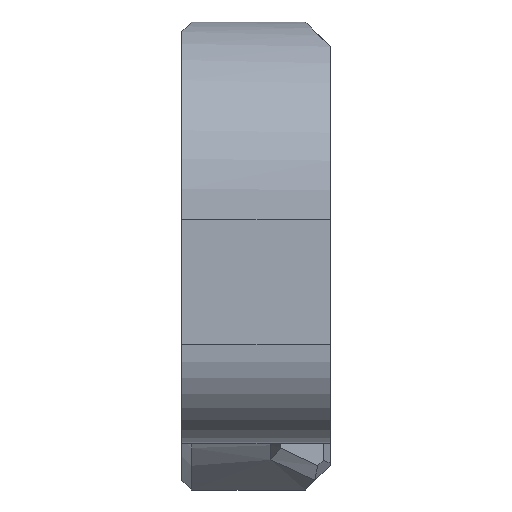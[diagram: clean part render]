
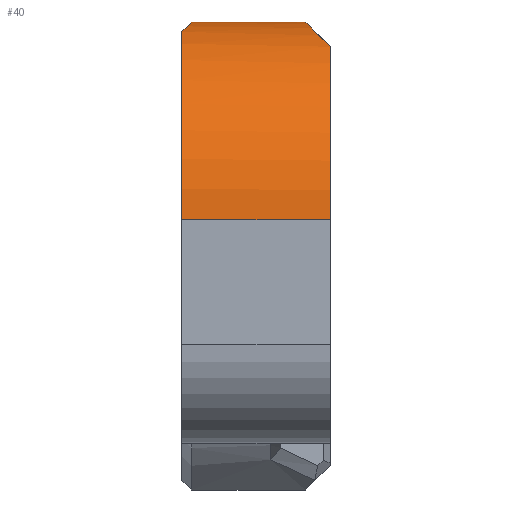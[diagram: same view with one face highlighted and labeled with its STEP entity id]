
A CAD part, left-side view. The second image highlights one B-rep face of the part: STEP entity #40.
In plain terms, the highlighted cylindrical face has radius 8 mm (diameter 16 mm), a partial arc.
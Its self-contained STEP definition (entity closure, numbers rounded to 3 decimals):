
#40 = ADVANCED_FACE ( 'NONE', ( #2480 ), #996, .T. ) ;
#143 = VECTOR ( 'NONE', #1858, 1000. ) ;
#150 = ORIENTED_EDGE ( 'NONE', *, *, #2404, .F. ) ;
#154 = VERTEX_POINT ( 'NONE', #1078 ) ;
#215 = CARTESIAN_POINT ( 'NONE',  ( -10.996, -47.3, 290.588 ) ) ;
#257 = VECTOR ( 'NONE', #691, 1000. ) ;
#299 = EDGE_CURVE ( 'NONE', #1134, #875, #2871, .T. ) ;
#306 = AXIS2_PLACEMENT_3D ( 'NONE', #693, #2864, #901 ) ;
#322 = EDGE_CURVE ( 'NONE', #2622, #2962, #2731, .T. ) ;
#455 = CARTESIAN_POINT ( 'NONE',  ( -16.498, -53.3, 282.988 ) ) ;
#620 = ORIENTED_EDGE ( 'NONE', *, *, #2385, .F. ) ;
#661 = AXIS2_PLACEMENT_3D ( 'NONE', #1264, #1461, #1447 ) ;
#677 = LINE ( 'NONE', #2639, #257 ) ;
#691 = DIRECTION ( 'NONE',  ( 0., -1., 0. ) ) ;
#693 = CARTESIAN_POINT ( 'NONE',  ( -8.498, -53.3, 282.988 ) ) ;
#875 = VERTEX_POINT ( 'NONE', #455 ) ;
#893 = CARTESIAN_POINT ( 'NONE',  ( -16.498, -43.3, 282.988 ) ) ;
#899 = DIRECTION ( 'NONE',  ( 0., 0., -1. ) ) ;
#901 = DIRECTION ( 'NONE',  ( 0., 0., -1. ) ) ;
#955 = CARTESIAN_POINT ( 'NONE',  ( -8.498, -47.7, 290.988 ) ) ;
#996 = CYLINDRICAL_SURFACE ( 'NONE', #661, 8. ) ;
#1034 = VERTEX_POINT ( 'NONE', #1962 ) ;
#1078 = CARTESIAN_POINT ( 'NONE',  ( -8.498, -52.3, 290.988 ) ) ;
#1085 = CARTESIAN_POINT ( 'NONE',  ( -9.86, -52.3, 290.988 ) ) ;
#1134 = VERTEX_POINT ( 'NONE', #3002 ) ;
#1155 = CARTESIAN_POINT ( 'NONE',  ( -10.188, -47.566, 290.853 ) ) ;
#1261 = ORIENTED_EDGE ( 'NONE', *, *, #322, .T. ) ;
#1264 = CARTESIAN_POINT ( 'NONE',  ( -8.498, -43.3, 282.988 ) ) ;
#1272 = AXIS2_PLACEMENT_3D ( 'NONE', #1359, #1406, #899 ) ;
#1323 = CARTESIAN_POINT ( 'NONE',  ( -12.371, -53.3, 289.988 ) ) ;
#1359 = CARTESIAN_POINT ( 'NONE',  ( -8.498, -47.3, 282.988 ) ) ;
#1406 = DIRECTION ( 'NONE',  ( 0., 1., 0. ) ) ;
#1413 = CARTESIAN_POINT ( 'NONE',  ( -8.498, -47.7, 290.988 ) ) ;
#1447 = DIRECTION ( 'NONE',  ( 0., 0., -1. ) ) ;
#1461 = DIRECTION ( 'NONE',  ( 0., -1., 0. ) ) ;
#1664 = CARTESIAN_POINT ( 'NONE',  ( -9.349, -47.7, 290.988 ) ) ;
#1858 = DIRECTION ( 'NONE',  ( 0., -1., 0. ) ) ;
#1962 = CARTESIAN_POINT ( 'NONE',  ( -12.371, -53.3, 289.988 ) ) ;
#2068 = EDGE_CURVE ( 'NONE', #875, #1034, #2552, .T. ) ;
#2329 = EDGE_CURVE ( 'NONE', #1034, #154, #2522, .T. ) ;
#2385 = EDGE_CURVE ( 'NONE', #2622, #154, #677, .T. ) ;
#2404 = EDGE_CURVE ( 'NONE', #1134, #2962, #2450, .T. ) ;
#2450 = CIRCLE ( 'NONE', #1272, 8. ) ;
#2464 = ORIENTED_EDGE ( 'NONE', *, *, #2329, .T. ) ;
#2480 = FACE_OUTER_BOUND ( 'NONE', #2554, .T. ) ;
#2522 =( BOUNDED_CURVE ( )  B_SPLINE_CURVE ( 3, ( #1323, #2968, #1085, #3030 ),
 .UNSPECIFIED., .F., .F. ) 
 B_SPLINE_CURVE_WITH_KNOTS ( ( 4, 4 ),
 ( 2.636, 3.142 ),
 .UNSPECIFIED. ) 
 CURVE ( )  GEOMETRIC_REPRESENTATION_ITEM ( )  RATIONAL_B_SPLINE_CURVE ( ( 1., 0.979, 0.979, 1. ) ) 
 REPRESENTATION_ITEM ( '' )  );
#2552 = CIRCLE ( 'NONE', #306, 8. ) ;
#2554 = EDGE_LOOP ( 'NONE', ( #2464, #620, #1261, #150, #2885, #2745 ) ) ;
#2622 = VERTEX_POINT ( 'NONE', #955 ) ;
#2639 = CARTESIAN_POINT ( 'NONE',  ( -8.498, -43.3, 290.988 ) ) ;
#2697 = CARTESIAN_POINT ( 'NONE',  ( -10.996, -47.3, 290.588 ) ) ;
#2731 =( BOUNDED_CURVE ( )  B_SPLINE_CURVE ( 3, ( #1413, #1664, #1155, #215 ),
 .UNSPECIFIED., .F., .F. ) 
 B_SPLINE_CURVE_WITH_KNOTS ( ( 4, 4 ),
 ( 0., 0.318 ),
 .UNSPECIFIED. ) 
 CURVE ( )  GEOMETRIC_REPRESENTATION_ITEM ( )  RATIONAL_B_SPLINE_CURVE ( ( 1., 0.992, 0.992, 1. ) ) 
 REPRESENTATION_ITEM ( '' )  );
#2745 = ORIENTED_EDGE ( 'NONE', *, *, #2068, .T. ) ;
#2864 = DIRECTION ( 'NONE',  ( 0., 1., 0. ) ) ;
#2871 = LINE ( 'NONE', #893, #143 ) ;
#2885 = ORIENTED_EDGE ( 'NONE', *, *, #299, .T. ) ;
#2962 = VERTEX_POINT ( 'NONE', #2697 ) ;
#2968 = CARTESIAN_POINT ( 'NONE',  ( -11.179, -52.641, 290.647 ) ) ;
#3002 = CARTESIAN_POINT ( 'NONE',  ( -16.498, -47.3, 282.988 ) ) ;
#3030 = CARTESIAN_POINT ( 'NONE',  ( -8.498, -52.3, 290.988 ) ) ;
